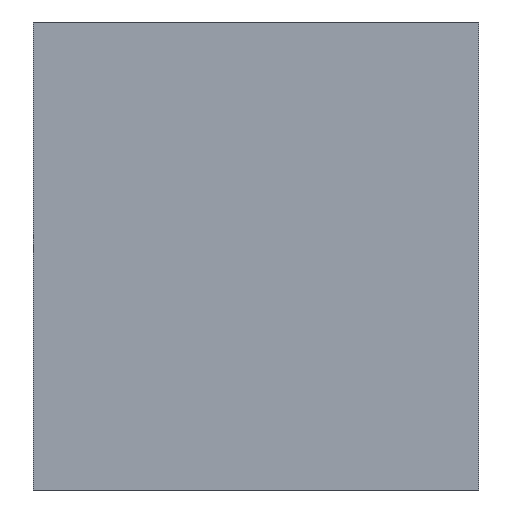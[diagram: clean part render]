
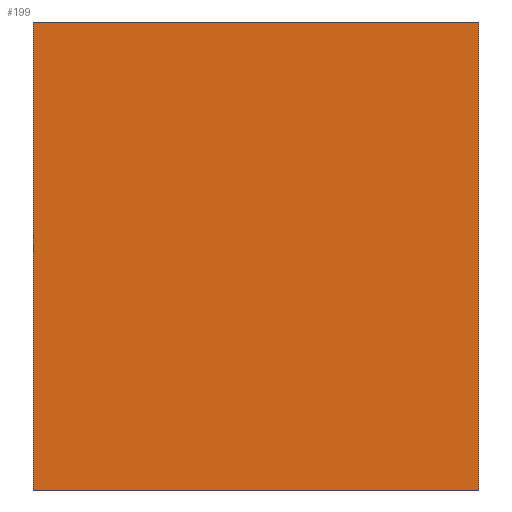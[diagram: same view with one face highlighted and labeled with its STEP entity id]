
A CAD part, front view. The second image highlights one B-rep face of the part: STEP entity #199.
In plain terms, the highlighted planar face has unit normal (0, -1, 0).
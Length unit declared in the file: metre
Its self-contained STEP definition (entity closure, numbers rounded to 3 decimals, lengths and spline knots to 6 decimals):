
#199=ADVANCED_FACE('1057:13640',(#262),#263,.F.);
#262=FACE_OUTER_BOUND('',#425,.T.);
#263=PLANE('',#426);
#425=EDGE_LOOP('',(#539,#540,#541,#542));
#426=AXIS2_PLACEMENT_3D('',#543,#544,#545);
#450=EDGE_CURVE('1057:13700',#605,#607,#608,.T.);
#485=EDGE_CURVE('1057:13781',#657,#659,#661,.T.);
#539=ORIENTED_EDGE('',*,*,#450,.F.);
#540=ORIENTED_EDGE('',*,*,#692,.F.);
#541=ORIENTED_EDGE('',*,*,#485,.T.);
#542=ORIENTED_EDGE('',*,*,#693,.T.);
#543=CARTESIAN_POINT('',(0.0,-0.002,0.0));
#544=DIRECTION('',(0.0,1.0,0.0));
#545=DIRECTION('',(0.0,0.0,1.0));
#605=VERTEX_POINT('',#739);
#607=VERTEX_POINT('',#742);
#608=LINE('',#743,#744);
#657=VERTEX_POINT('',#818);
#659=VERTEX_POINT('',#821);
#661=LINE('',#824,#825);
#692=EDGE_CURVE('1057:13829',#657,#605,#869,.T.);
#693=EDGE_CURVE('1057:13832',#659,#607,#870,.T.);
#739=CARTESIAN_POINT('',(0.0,-0.002,0.0));
#742=CARTESIAN_POINT('',(0.0,-0.002,0.1045));
#743=CARTESIAN_POINT('',(0.0,-0.002,0.0));
#744=VECTOR('',#887,1.0);
#818=CARTESIAN_POINT('',(0.0995,-0.002,0.0));
#821=CARTESIAN_POINT('',(0.0995,-0.002,0.1045));
#824=CARTESIAN_POINT('',(0.0995,-0.002,0.0));
#825=VECTOR('',#915,1.0);
#869=LINE('',#935,#936);
#870=LINE('',#937,#938);
#887=DIRECTION('',(0.0,0.0,1.0));
#915=DIRECTION('',(-0.0,-0.0,1.0));
#935=CARTESIAN_POINT('',(0.2,-0.002,0.0));
#936=VECTOR('',#946,1.0);
#937=CARTESIAN_POINT('',(0.01887,-0.002,0.1045));
#938=VECTOR('',#947,1.0);
#946=DIRECTION('',(-1.0,0.0,0.0));
#947=DIRECTION('',(-1.0,0.0,-0.0));
